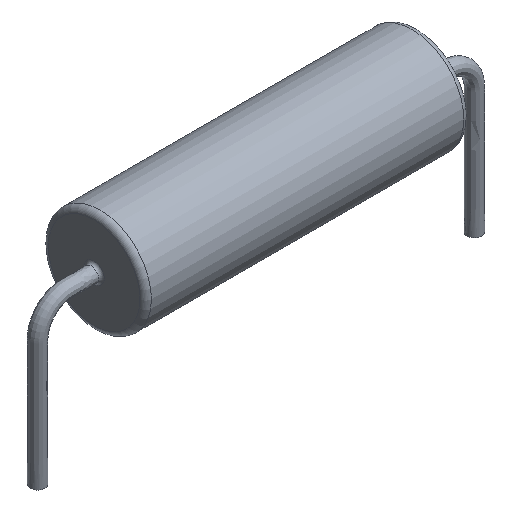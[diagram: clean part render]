
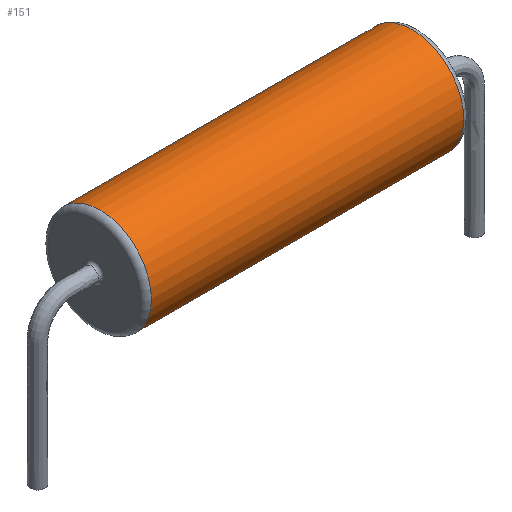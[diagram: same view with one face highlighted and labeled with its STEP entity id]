
A CAD part, isometric view. The second image highlights one B-rep face of the part: STEP entity #151.
In plain terms, the highlighted cylindrical face has radius 1.8 mm (diameter 3.6 mm), a full revolution.
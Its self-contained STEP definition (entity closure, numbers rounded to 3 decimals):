
#35=CYLINDRICAL_SURFACE('',#172,1.8);
#37=FACE_BOUND('',#61,.T.);
#44=FACE_OUTER_BOUND('',#60,.T.);
#60=EDGE_LOOP('',(#120));
#61=EDGE_LOOP('',(#121));
#80=CIRCLE('',#170,1.8);
#82=CIRCLE('',#173,1.8);
#92=VERTEX_POINT('',#248);
#94=VERTEX_POINT('',#253);
#104=EDGE_CURVE('',#92,#92,#80,.T.);
#106=EDGE_CURVE('',#94,#94,#82,.T.);
#120=ORIENTED_EDGE('',*,*,#106,.F.);
#121=ORIENTED_EDGE('',*,*,#104,.F.);
#151=ADVANCED_FACE('',(#44,#37),#35,.T.);
#170=AXIS2_PLACEMENT_3D('',#249,#198,#199);
#172=AXIS2_PLACEMENT_3D('',#252,#202,#203);
#173=AXIS2_PLACEMENT_3D('',#254,#204,#205);
#198=DIRECTION('center_axis',(-1.,0.,0.));
#199=DIRECTION('ref_axis',(0.,1.,0.));
#202=DIRECTION('center_axis',(1.,0.,0.));
#203=DIRECTION('ref_axis',(0.,1.,0.));
#204=DIRECTION('center_axis',(1.,0.,0.));
#205=DIRECTION('ref_axis',(0.,1.,0.));
#248=CARTESIAN_POINT('',(-5.45,-1.8,1.8));
#249=CARTESIAN_POINT('Origin',(-5.45,0.,1.8));
#252=CARTESIAN_POINT('Origin',(-5.75,0.,1.8));
#253=CARTESIAN_POINT('',(5.45,-1.8,1.8));
#254=CARTESIAN_POINT('Origin',(5.45,0.,1.8));
